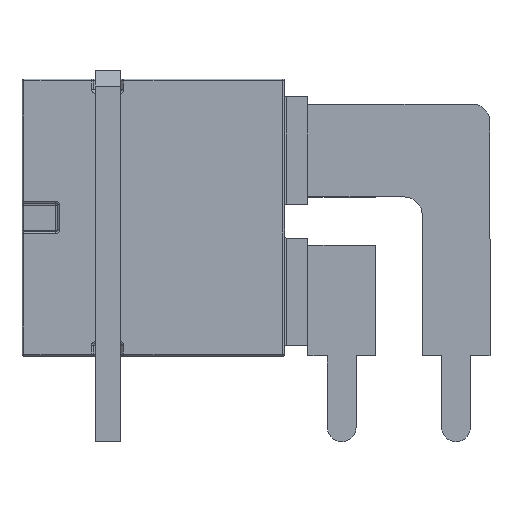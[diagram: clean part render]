
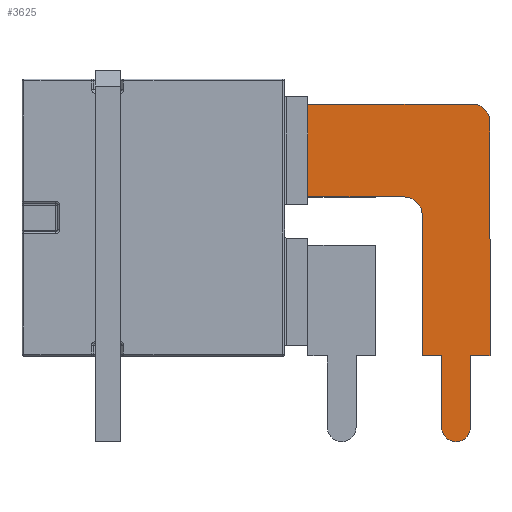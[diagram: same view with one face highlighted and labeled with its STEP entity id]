
A CAD part, top view. The second image highlights one B-rep face of the part: STEP entity #3625.
In plain terms, the highlighted planar face has unit normal (0, 0, 1).
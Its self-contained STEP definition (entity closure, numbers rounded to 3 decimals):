
#14 = EDGE_CURVE ( 'NONE', #5768, #4536, #5439, .T. ) ;
#63 = DIRECTION ( 'NONE',  ( 0., 1., 0. ) ) ;
#189 = LINE ( 'NONE', #2237, #3043 ) ;
#210 = LINE ( 'NONE', #470, #5213 ) ;
#245 = VERTEX_POINT ( 'NONE', #3243 ) ;
#296 = ORIENTED_EDGE ( 'NONE', *, *, #639, .F. ) ;
#444 = CARTESIAN_POINT ( 'NONE',  ( 15.05, -7.75, 1.8 ) ) ;
#470 = CARTESIAN_POINT ( 'NONE',  ( 8.65, 1.15, 1.8 ) ) ;
#493 = LINE ( 'NONE', #6141, #5480 ) ;
#500 = CARTESIAN_POINT ( 'NONE',  ( 8.65, 6.35, 1.8 ) ) ;
#639 = EDGE_CURVE ( 'NONE', #1602, #1318, #210, .T. ) ;
#761 = EDGE_CURVE ( 'NONE', #245, #3387, #4832, .T. ) ;
#792 = ORIENTED_EDGE ( 'NONE', *, *, #2584, .F. ) ;
#806 = DIRECTION ( 'NONE',  ( -1., 0., 0. ) ) ;
#819 = CARTESIAN_POINT ( 'NONE',  ( 15.05, 0.15, 1.8 ) ) ;
#822 = EDGE_CURVE ( 'NONE', #2342, #5768, #3466, .T. ) ;
#835 = EDGE_CURVE ( 'NONE', #1318, #4314, #1209, .T. ) ;
#868 = DIRECTION ( 'NONE',  ( 0., 0., -1. ) ) ;
#958 = CARTESIAN_POINT ( 'NONE',  ( 8.65, 1.15, 1.8 ) ) ;
#1116 = DIRECTION ( 'NONE',  ( 1., 0., 0. ) ) ;
#1155 = ORIENTED_EDGE ( 'NONE', *, *, #835, .F. ) ;
#1209 = LINE ( 'NONE', #500, #5286 ) ;
#1238 = CIRCLE ( 'NONE', #5970, 1. ) ;
#1265 = CARTESIAN_POINT ( 'NONE',  ( 18.85, 5.35, 1.8 ) ) ;
#1318 = VERTEX_POINT ( 'NONE', #2511 ) ;
#1362 = DIRECTION ( 'NONE',  ( -1., 0., 0. ) ) ;
#1602 = VERTEX_POINT ( 'NONE', #958 ) ;
#1670 = ORIENTED_EDGE ( 'NONE', *, *, #3336, .F. ) ;
#1786 = CARTESIAN_POINT ( 'NONE',  ( 17.85, 5.35, 1.8 ) ) ;
#1805 = PLANE ( 'NONE',  #2366 ) ;
#1922 = VECTOR ( 'NONE', #2215, 1000. ) ;
#2025 = CARTESIAN_POINT ( 'NONE',  ( 17.75, -11.75, 1.8 ) ) ;
#2035 = CARTESIAN_POINT ( 'NONE',  ( 17.75, -7.75, 1.8 ) ) ;
#2087 = VECTOR ( 'NONE', #1362, 1000. ) ;
#2215 = DIRECTION ( 'NONE',  ( -1., 0., 0. ) ) ;
#2232 = ORIENTED_EDGE ( 'NONE', *, *, #2550, .F. ) ;
#2237 = CARTESIAN_POINT ( 'NONE',  ( 14.05, 1.15, 1.8 ) ) ;
#2300 = CARTESIAN_POINT ( 'NONE',  ( 14.05, 1.15, 1.8 ) ) ;
#2342 = VERTEX_POINT ( 'NONE', #2025 ) ;
#2344 = CARTESIAN_POINT ( 'NONE',  ( 18.85, -7.75, 1.8 ) ) ;
#2366 = AXIS2_PLACEMENT_3D ( 'NONE', #2804, #868, #3789 ) ;
#2499 = VERTEX_POINT ( 'NONE', #1265 ) ;
#2511 = CARTESIAN_POINT ( 'NONE',  ( 8.65, 6.35, 1.8 ) ) ;
#2546 = VECTOR ( 'NONE', #3997, 1000. ) ;
#2550 = EDGE_CURVE ( 'NONE', #4136, #1602, #189, .T. ) ;
#2553 = CIRCLE ( 'NONE', #3848, 1. ) ;
#2584 = EDGE_CURVE ( 'NONE', #3387, #2342, #493, .T. ) ;
#2623 = VECTOR ( 'NONE', #5595, 1000. ) ;
#2804 = CARTESIAN_POINT ( 'NONE',  ( 17.85, 5.35, 1.8 ) ) ;
#2883 = DIRECTION ( 'NONE',  ( 0., 0., -1. ) ) ;
#2959 = DIRECTION ( 'NONE',  ( -1., 0., 0. ) ) ;
#3043 = VECTOR ( 'NONE', #3712, 1000. ) ;
#3044 = LINE ( 'NONE', #6001, #1922 ) ;
#3243 = CARTESIAN_POINT ( 'NONE',  ( 18.85, -7.75, 1.8 ) ) ;
#3324 = EDGE_CURVE ( 'NONE', #4824, #5269, #4635, .T. ) ;
#3336 = EDGE_CURVE ( 'NONE', #5269, #4136, #1238, .T. ) ;
#3338 = VECTOR ( 'NONE', #63, 1000. ) ;
#3383 = CARTESIAN_POINT ( 'NONE',  ( 16.95, -11.75, 1.8 ) ) ;
#3387 = VERTEX_POINT ( 'NONE', #2035 ) ;
#3466 = CIRCLE ( 'NONE', #6202, 0.8 ) ;
#3625 = ADVANCED_FACE ( 'NONE', ( #4032 ), #1805, .F. ) ;
#3657 = CARTESIAN_POINT ( 'NONE',  ( 18.85, 5.35, 1.8 ) ) ;
#3712 = DIRECTION ( 'NONE',  ( -1., 0., 0. ) ) ;
#3789 = DIRECTION ( 'NONE',  ( -1., 0., 0. ) ) ;
#3812 = ORIENTED_EDGE ( 'NONE', *, *, #5730, .F. ) ;
#3848 = AXIS2_PLACEMENT_3D ( 'NONE', #1786, #5137, #806 ) ;
#3854 = DIRECTION ( 'NONE',  ( 0., 1., 0. ) ) ;
#3997 = DIRECTION ( 'NONE',  ( 0., 1., 0. ) ) ;
#4032 = FACE_OUTER_BOUND ( 'NONE', #5604, .T. ) ;
#4080 = ORIENTED_EDGE ( 'NONE', *, *, #761, .F. ) ;
#4086 = LINE ( 'NONE', #3657, #2623 ) ;
#4130 = CARTESIAN_POINT ( 'NONE',  ( 16.15, -11.75, 1.8 ) ) ;
#4136 = VERTEX_POINT ( 'NONE', #2300 ) ;
#4284 = ORIENTED_EDGE ( 'NONE', *, *, #822, .F. ) ;
#4314 = VERTEX_POINT ( 'NONE', #5770 ) ;
#4322 = ORIENTED_EDGE ( 'NONE', *, *, #4637, .F. ) ;
#4400 = DIRECTION ( 'NONE',  ( 0., 0., 1. ) ) ;
#4466 = CARTESIAN_POINT ( 'NONE',  ( 15.05, -7.75, 1.8 ) ) ;
#4468 = CARTESIAN_POINT ( 'NONE',  ( 16.15, -11.75, 1.8 ) ) ;
#4529 = ORIENTED_EDGE ( 'NONE', *, *, #3324, .F. ) ;
#4536 = VERTEX_POINT ( 'NONE', #5995 ) ;
#4613 = ORIENTED_EDGE ( 'NONE', *, *, #14, .F. ) ;
#4635 = LINE ( 'NONE', #4466, #3338 ) ;
#4637 = EDGE_CURVE ( 'NONE', #2499, #245, #4086, .T. ) ;
#4644 = EDGE_CURVE ( 'NONE', #4314, #2499, #2553, .T. ) ;
#4824 = VERTEX_POINT ( 'NONE', #444 ) ;
#4832 = LINE ( 'NONE', #2344, #2087 ) ;
#4894 = DIRECTION ( 'NONE',  ( -1., 0., 0. ) ) ;
#5137 = DIRECTION ( 'NONE',  ( 0., 0., -1. ) ) ;
#5213 = VECTOR ( 'NONE', #3854, 1000. ) ;
#5269 = VERTEX_POINT ( 'NONE', #819 ) ;
#5286 = VECTOR ( 'NONE', #1116, 1000. ) ;
#5337 = ORIENTED_EDGE ( 'NONE', *, *, #4644, .F. ) ;
#5439 = LINE ( 'NONE', #4468, #2546 ) ;
#5480 = VECTOR ( 'NONE', #6103, 1000. ) ;
#5595 = DIRECTION ( 'NONE',  ( 0., -1., 0. ) ) ;
#5604 = EDGE_LOOP ( 'NONE', ( #296, #2232, #1670, #4529, #3812, #4613, #4284, #792, #4080, #4322, #5337, #1155 ) ) ;
#5730 = EDGE_CURVE ( 'NONE', #4536, #4824, #3044, .T. ) ;
#5768 = VERTEX_POINT ( 'NONE', #4130 ) ;
#5770 = CARTESIAN_POINT ( 'NONE',  ( 17.85, 6.35, 1.8 ) ) ;
#5863 = CARTESIAN_POINT ( 'NONE',  ( 14.05, 0.15, 1.8 ) ) ;
#5970 = AXIS2_PLACEMENT_3D ( 'NONE', #5863, #4400, #2959 ) ;
#5995 = CARTESIAN_POINT ( 'NONE',  ( 16.15, -7.75, 1.8 ) ) ;
#6001 = CARTESIAN_POINT ( 'NONE',  ( 16.15, -7.75, 1.8 ) ) ;
#6103 = DIRECTION ( 'NONE',  ( 0., -1., 0. ) ) ;
#6141 = CARTESIAN_POINT ( 'NONE',  ( 17.75, -7.75, 1.8 ) ) ;
#6202 = AXIS2_PLACEMENT_3D ( 'NONE', #3383, #2883, #4894 ) ;
